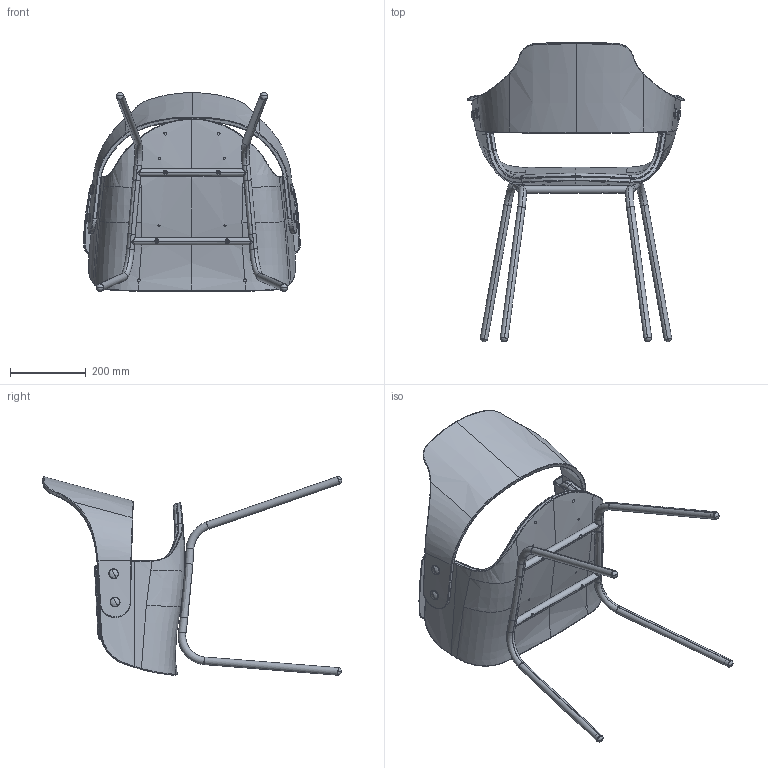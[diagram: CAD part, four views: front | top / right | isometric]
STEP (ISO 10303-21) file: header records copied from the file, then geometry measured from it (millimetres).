
FILE_DESCRIPTION (( 'STEP AP203' ), '1' );
FILE_NAME ('SHOWTIME CHAIR_METAL_ASIENTO_REPOSABRAZOS.STEP', '2022-08-30T07:06:39', ( '' ), ( '' ), 'SwSTEP 2.0', 'SolidWorks 2021', '' );
FILE_SCHEMA (( 'CONFIG_CONTROL_DESIGN' ));
Length unit declared in the file: millimetre
Products named in the file (10): MI-360-01-03-F241007-RESPALDO BAJO V02; MI-360-04-02-F140507-TAPON FABORY REF. 639.372_Predeterminado<Como mecanizada>; MI-360-01-04-F231120-ASIENTO SW TAPIZADO; MI-360-02-05-01-F200421-PATA METÁLICA 20; MI-360-02-05-F200421-CONJUNTO PATAS METALICAS 20; SHOWTIME CHAIR_METAL_ASIENTO_REPOSABRAZOS; Contera ISC para tubo 20; MI-360-03-04-F251007-V2 NUDE LARGO CHAPA BRAZO IZQUIERDO tapiz_Predeterminado<Como mecanizada>; MI-360-02-05-04-F280920-TRAVESARIO 2 PATA METÁLICA 20; MI-360-02-05-03-F280920-TRAVESARIO 1 PATA METÁLICA 20
Assembly tree (17 placements, depth 3):
  SHOWTIME CHAIR_METAL_ASIENTO_REPOSABRAZOS
    MI-360-02-05-F200421-CONJUNTO PATAS METALICAS 20
      MI-360-02-05-01-F200421-PATA METÁLICA 20  x2
      MI-360-02-05-03-F280920-TRAVESARIO 1 PATA METÁLICA 20
      MI-360-02-05-04-F280920-TRAVESARIO 2 PATA METÁLICA 20
      Contera ISC para tubo 20  x4
    MI-360-01-03-F241007-RESPALDO BAJO V02
    MI-360-01-04-F231120-ASIENTO SW TAPIZADO
    MI-360-03-04-F251007-V2 NUDE LARGO CHAPA BRAZO IZQUIERDO tapiz_Predeterminado<Como mecanizada>  x2
    MI-360-04-02-F140507-TAPON FABORY REF. 639.372_Predeterminado<Como mecanizada>  x4
Bounding box: 570.67 x 788.43 x 523.84 mm (x, y, z)
Volume: 7717291 mm3; surface area: 1321965.8 mm2
Topology: 16 solids, 16 shells, 780 faces, 1906 edges, 1172 vertices
Faces by surface type: bspline 312, cylinder 178, plane 128, cone 72, torus 66, sphere 24
Entity records: 71658 total; most frequent: CARTESIAN_POINT 60907, ORIENTED_EDGE 2500, EDGE_CURVE 1250, DIRECTION 1143, B_SPLINE_CURVE_WITH_KNOTS 817, VERTEX_POINT 755, EDGE_LOOP 547, FACE_OUTER_BOUND 514
